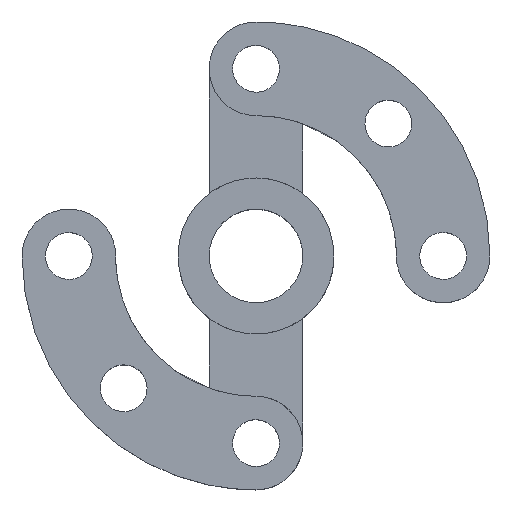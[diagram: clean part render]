
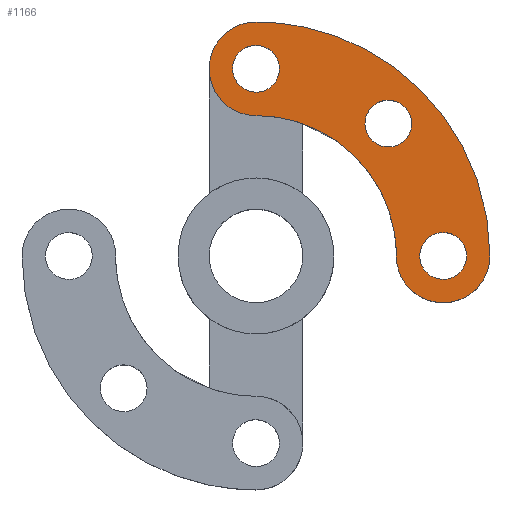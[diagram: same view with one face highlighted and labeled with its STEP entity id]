
A CAD part, top view. The second image highlights one B-rep face of the part: STEP entity #1166.
In plain terms, the highlighted free-form (B-spline) face has degree [1, 1] with [2, 2] control points.
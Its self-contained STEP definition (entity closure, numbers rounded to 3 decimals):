
#168 = VERTEX_POINT('',#169);
#169 = CARTESIAN_POINT('',(57.304,-7.163,
    19.101));
#174 = EDGE_CURVE('',#175,#168,#177,.T.);
#175 = VERTEX_POINT('',#176);
#176 = CARTESIAN_POINT('',(57.304,7.163,19.101
    ));
#177 = ( BOUNDED_CURVE() B_SPLINE_CURVE(2,(#178,#179,#180,#181,#182),
.UNSPECIFIED.,.F.,.F.) B_SPLINE_CURVE_WITH_KNOTS((3,2,3),(3.142,
4.712,6.283),.PIECEWISE_BEZIER_KNOTS.) CURVE() 
GEOMETRIC_REPRESENTATION_ITEM() RATIONAL_B_SPLINE_CURVE((1.,
0.707,1.,0.707,1.)) REPRESENTATION_ITEM('') );
#178 = CARTESIAN_POINT('',(57.304,7.163,19.101
    ));
#179 = CARTESIAN_POINT('',(50.141,7.163,19.101
    ));
#180 = CARTESIAN_POINT('',(50.141,0.,
    19.101));
#181 = CARTESIAN_POINT('',(50.141,-7.163,
    19.101));
#182 = CARTESIAN_POINT('',(57.304,-7.163,
    19.101));
#216 = VERTEX_POINT('',#217);
#217 = CARTESIAN_POINT('',(45.585,35.455,
    19.101));
#222 = EDGE_CURVE('',#223,#216,#225,.T.);
#223 = VERTEX_POINT('',#224);
#224 = CARTESIAN_POINT('',(35.455,45.585,
    19.101));
#225 = ( BOUNDED_CURVE() B_SPLINE_CURVE(2,(#226,#227,#228,#229,#230),
.UNSPECIFIED.,.F.,.F.) B_SPLINE_CURVE_WITH_KNOTS((3,2,3),(3.142,
4.712,6.283),.PIECEWISE_BEZIER_KNOTS.) CURVE() 
GEOMETRIC_REPRESENTATION_ITEM() RATIONAL_B_SPLINE_CURVE((1.,
0.707,1.,0.707,1.)) REPRESENTATION_ITEM('') );
#226 = CARTESIAN_POINT('',(35.455,45.585,
    19.101));
#227 = CARTESIAN_POINT('',(30.39,40.52,
    19.101));
#228 = CARTESIAN_POINT('',(35.455,35.455,
    19.101));
#229 = CARTESIAN_POINT('',(40.52,30.39,
    19.101));
#230 = CARTESIAN_POINT('',(45.585,35.455,
    19.101));
#264 = VERTEX_POINT('',#265);
#265 = CARTESIAN_POINT('',(7.163,57.304,19.101
    ));
#270 = EDGE_CURVE('',#271,#264,#273,.T.);
#271 = VERTEX_POINT('',#272);
#272 = CARTESIAN_POINT('',(-7.163,57.304,
    19.101));
#273 = ( BOUNDED_CURVE() B_SPLINE_CURVE(2,(#274,#275,#276,#277,#278),
.UNSPECIFIED.,.F.,.F.) B_SPLINE_CURVE_WITH_KNOTS((3,2,3),(3.142,
4.712,6.283),.PIECEWISE_BEZIER_KNOTS.) CURVE() 
GEOMETRIC_REPRESENTATION_ITEM() RATIONAL_B_SPLINE_CURVE((1.,
0.707,1.,0.707,1.)) REPRESENTATION_ITEM('') );
#274 = CARTESIAN_POINT('',(-7.163,57.304,
    19.101));
#275 = CARTESIAN_POINT('',(-7.163,50.141,
    19.101));
#276 = CARTESIAN_POINT('',(0.,50.141,
    19.101));
#277 = CARTESIAN_POINT('',(7.163,50.141,19.101
    ));
#278 = CARTESIAN_POINT('',(7.163,57.304,19.101
    ));
#309 = EDGE_CURVE('',#310,#312,#314,.T.);
#310 = VERTEX_POINT('',#311);
#311 = CARTESIAN_POINT('',(-14.326,57.304,
    19.101));
#312 = VERTEX_POINT('',#313);
#313 = CARTESIAN_POINT('',(0.,42.978,
    19.101));
#314 = ( BOUNDED_CURVE() B_SPLINE_CURVE(2,(#315,#316,#317),
.UNSPECIFIED.,.F.,.F.) B_SPLINE_CURVE_WITH_KNOTS((3,3),(3.142,
4.712),.PIECEWISE_BEZIER_KNOTS.) CURVE() 
GEOMETRIC_REPRESENTATION_ITEM() RATIONAL_B_SPLINE_CURVE((1.,
0.707,1.)) REPRESENTATION_ITEM('') );
#315 = CARTESIAN_POINT('',(-14.326,57.304,
    19.101));
#316 = CARTESIAN_POINT('',(-14.326,42.978,
    19.101));
#317 = CARTESIAN_POINT('',(0.,42.978,
    19.101));
#1068 = EDGE_CURVE('',#1069,#310,#1071,.T.);
#1069 = VERTEX_POINT('',#1070);
#1070 = CARTESIAN_POINT('',(0.,71.63,
    19.101));
#1071 = ( BOUNDED_CURVE() B_SPLINE_CURVE(2,(#1072,#1073,#1074),
.UNSPECIFIED.,.F.,.F.) B_SPLINE_CURVE_WITH_KNOTS((3,3),(1.571,
3.142),.PIECEWISE_BEZIER_KNOTS.) CURVE() 
GEOMETRIC_REPRESENTATION_ITEM() RATIONAL_B_SPLINE_CURVE((1.,
0.707,1.)) REPRESENTATION_ITEM('') );
#1072 = CARTESIAN_POINT('',(0.,71.63,
    19.101));
#1073 = CARTESIAN_POINT('',(-14.326,71.63,
    19.101));
#1074 = CARTESIAN_POINT('',(-14.326,57.304,
    19.101));
#1095 = EDGE_CURVE('',#1096,#1069,#1098,.T.);
#1096 = VERTEX_POINT('',#1097);
#1097 = CARTESIAN_POINT('',(71.63,0.,19.101));
#1098 = ( BOUNDED_CURVE() B_SPLINE_CURVE(2,(#1099,#1100,#1101),
.UNSPECIFIED.,.F.,.F.) B_SPLINE_CURVE_WITH_KNOTS((3,3),(0.,
1.571),.PIECEWISE_BEZIER_KNOTS.) CURVE() 
GEOMETRIC_REPRESENTATION_ITEM() RATIONAL_B_SPLINE_CURVE((1.,
0.707,1.)) REPRESENTATION_ITEM('') );
#1099 = CARTESIAN_POINT('',(71.63,0.,19.101));
#1100 = CARTESIAN_POINT('',(71.63,71.63,
    19.101));
#1101 = CARTESIAN_POINT('',(0.,71.63,
    19.101));
#1120 = EDGE_CURVE('',#312,#1121,#1123,.T.);
#1121 = VERTEX_POINT('',#1122);
#1122 = CARTESIAN_POINT('',(42.978,0.,19.101));
#1123 = ( BOUNDED_CURVE() B_SPLINE_CURVE(2,(#1124,#1125,#1126),
.UNSPECIFIED.,.F.,.F.) B_SPLINE_CURVE_WITH_KNOTS((3,3),(4.712,
6.283),.PIECEWISE_BEZIER_KNOTS.) CURVE() 
GEOMETRIC_REPRESENTATION_ITEM() RATIONAL_B_SPLINE_CURVE((1.,
0.707,1.)) REPRESENTATION_ITEM('') );
#1124 = CARTESIAN_POINT('',(0.,42.978,
    19.101));
#1125 = CARTESIAN_POINT('',(42.978,42.978,
    19.101));
#1126 = CARTESIAN_POINT('',(42.978,0.,
    19.101));
#1147 = EDGE_CURVE('',#1121,#1096,#1148,.T.);
#1148 = ( BOUNDED_CURVE() B_SPLINE_CURVE(2,(#1149,#1150,#1151,#1152,
#1153),.UNSPECIFIED.,.F.,.F.) B_SPLINE_CURVE_WITH_KNOTS((3,2,3),(
    3.142,4.712,6.283),
.PIECEWISE_BEZIER_KNOTS.) CURVE() GEOMETRIC_REPRESENTATION_ITEM() 
RATIONAL_B_SPLINE_CURVE((1.,0.707,1.,0.707,1.)) 
REPRESENTATION_ITEM('') );
#1149 = CARTESIAN_POINT('',(42.978,0.,
    19.101));
#1150 = CARTESIAN_POINT('',(42.978,-14.326,
    19.101));
#1151 = CARTESIAN_POINT('',(57.304,-14.326,
    19.101));
#1152 = CARTESIAN_POINT('',(71.63,-14.326,
    19.101));
#1153 = CARTESIAN_POINT('',(71.63,0.,
    19.101));
#1166 = ADVANCED_FACE('',(#1167,#1178,#1189,#1200),#1207,.T.);
#1167 = FACE_BOUND('',#1168,.T.);
#1168 = EDGE_LOOP('',(#1169,#1177));
#1169 = ORIENTED_EDGE('',*,*,#1170,.F.);
#1170 = EDGE_CURVE('',#168,#175,#1171,.T.);
#1171 = ( BOUNDED_CURVE() B_SPLINE_CURVE(2,(#1172,#1173,#1174,#1175,
#1176),.UNSPECIFIED.,.F.,.F.) B_SPLINE_CURVE_WITH_KNOTS((3,2,3),(0.,
1.571,3.142),.PIECEWISE_BEZIER_KNOTS.) CURVE() 
GEOMETRIC_REPRESENTATION_ITEM() RATIONAL_B_SPLINE_CURVE((1.,
0.707,1.,0.707,1.)) REPRESENTATION_ITEM('') );
#1172 = CARTESIAN_POINT('',(57.304,-7.163,
    19.101));
#1173 = CARTESIAN_POINT('',(64.467,-7.163,
    19.101));
#1174 = CARTESIAN_POINT('',(64.467,0.,
    19.101));
#1175 = CARTESIAN_POINT('',(64.467,7.163,
    19.101));
#1176 = CARTESIAN_POINT('',(57.304,7.163,
    19.101));
#1177 = ORIENTED_EDGE('',*,*,#174,.F.);
#1178 = FACE_BOUND('',#1179,.T.);
#1179 = EDGE_LOOP('',(#1180,#1188));
#1180 = ORIENTED_EDGE('',*,*,#1181,.F.);
#1181 = EDGE_CURVE('',#216,#223,#1182,.T.);
#1182 = ( BOUNDED_CURVE() B_SPLINE_CURVE(2,(#1183,#1184,#1185,#1186,
#1187),.UNSPECIFIED.,.F.,.F.) B_SPLINE_CURVE_WITH_KNOTS((3,2,3),(0.,
1.571,3.142),.PIECEWISE_BEZIER_KNOTS.) CURVE() 
GEOMETRIC_REPRESENTATION_ITEM() RATIONAL_B_SPLINE_CURVE((1.,
0.707,1.,0.707,1.)) REPRESENTATION_ITEM('') );
#1183 = CARTESIAN_POINT('',(45.585,35.455,
    19.101));
#1184 = CARTESIAN_POINT('',(50.65,40.52,
    19.101));
#1185 = CARTESIAN_POINT('',(45.585,45.585,
    19.101));
#1186 = CARTESIAN_POINT('',(40.52,50.65,
    19.101));
#1187 = CARTESIAN_POINT('',(35.455,45.585,
    19.101));
#1188 = ORIENTED_EDGE('',*,*,#222,.F.);
#1189 = FACE_BOUND('',#1190,.T.);
#1190 = EDGE_LOOP('',(#1191,#1199));
#1191 = ORIENTED_EDGE('',*,*,#1192,.F.);
#1192 = EDGE_CURVE('',#264,#271,#1193,.T.);
#1193 = ( BOUNDED_CURVE() B_SPLINE_CURVE(2,(#1194,#1195,#1196,#1197,
#1198),.UNSPECIFIED.,.F.,.F.) B_SPLINE_CURVE_WITH_KNOTS((3,2,3),(0.,
1.571,3.142),.PIECEWISE_BEZIER_KNOTS.) CURVE() 
GEOMETRIC_REPRESENTATION_ITEM() RATIONAL_B_SPLINE_CURVE((1.,
0.707,1.,0.707,1.)) REPRESENTATION_ITEM('') );
#1194 = CARTESIAN_POINT('',(7.163,57.304,
    19.101));
#1195 = CARTESIAN_POINT('',(7.163,64.467,
    19.101));
#1196 = CARTESIAN_POINT('',(0.,64.467,
    19.101));
#1197 = CARTESIAN_POINT('',(-7.163,64.467,
    19.101));
#1198 = CARTESIAN_POINT('',(-7.163,57.304,
    19.101));
#1199 = ORIENTED_EDGE('',*,*,#270,.F.);
#1200 = FACE_BOUND('',#1201,.T.);
#1201 = EDGE_LOOP('',(#1202,#1203,#1204,#1205,#1206));
#1202 = ORIENTED_EDGE('',*,*,#1095,.T.);
#1203 = ORIENTED_EDGE('',*,*,#1068,.T.);
#1204 = ORIENTED_EDGE('',*,*,#309,.T.);
#1205 = ORIENTED_EDGE('',*,*,#1120,.T.);
#1206 = ORIENTED_EDGE('',*,*,#1147,.T.);
#1207 = B_SPLINE_SURFACE_WITH_KNOTS('',1,1,(
    (#1208,#1209)
    ,(#1210,#1211
    )),.UNSPECIFIED.,.F.,.F.,.F.,(2,2),(2,2),(-15.,75.),(-45.,45.),
  .PIECEWISE_BEZIER_KNOTS.);
#1208 = CARTESIAN_POINT('',(-14.326,-14.326,
    19.101));
#1209 = CARTESIAN_POINT('',(-14.326,71.63,
    19.101));
#1210 = CARTESIAN_POINT('',(71.63,-14.326,
    19.101));
#1211 = CARTESIAN_POINT('',(71.63,71.63,
    19.101));
